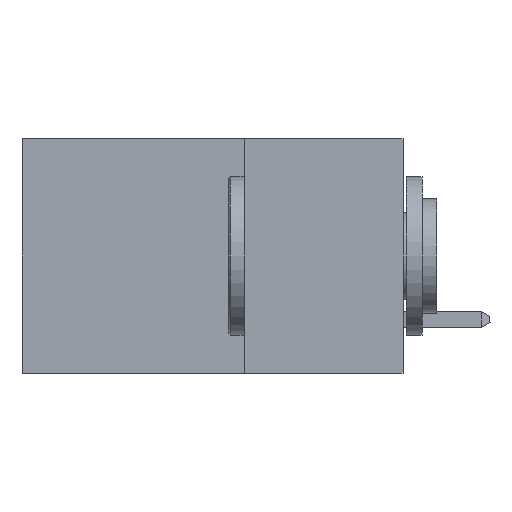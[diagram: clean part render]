
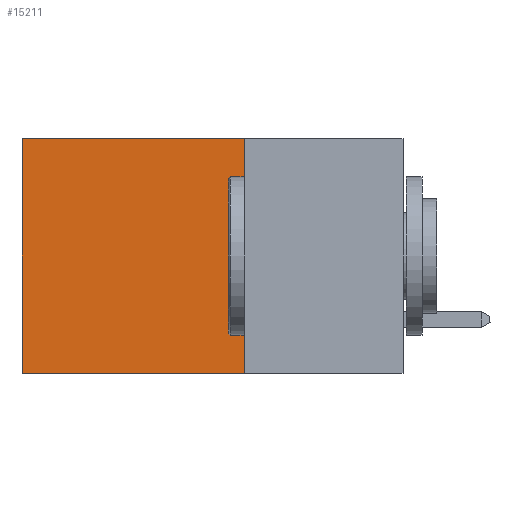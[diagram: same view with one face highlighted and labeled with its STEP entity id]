
A CAD part, left-side view. The second image highlights one B-rep face of the part: STEP entity #15211.
In plain terms, the highlighted planar face has unit normal (-1, 0, 0).
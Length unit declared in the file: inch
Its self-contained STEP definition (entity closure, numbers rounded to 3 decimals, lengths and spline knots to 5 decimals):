
#171 = DIRECTION ( 'NONE',  ( 0., 0., -1. ) ) ;
#183 = EDGE_CURVE ( 'NONE', #4106, #16010, #10319, .T. ) ;
#591 = VECTOR ( 'NONE', #171, 39.37008 ) ;
#595 = AXIS2_PLACEMENT_3D ( 'NONE', #5130, #1257, #14374 ) ;
#1201 = DIRECTION ( 'NONE',  ( 0., 1., 0. ) ) ;
#1257 = DIRECTION ( 'NONE',  ( 1., 0., 0. ) ) ;
#1373 = CARTESIAN_POINT ( 'NONE',  ( 0.2875, 0.25, 0. ) ) ;
#1430 = CARTESIAN_POINT ( 'NONE',  ( 0.2875, 0.6, 0. ) ) ;
#1476 = EDGE_CURVE ( 'NONE', #10453, #16291, #2980, .T. ) ;
#1495 = CARTESIAN_POINT ( 'NONE',  ( 0.2875, 0.25, 0. ) ) ;
#1568 = VECTOR ( 'NONE', #1201, 39.37008 ) ;
#2320 = FACE_OUTER_BOUND ( 'NONE', #6277, .T. ) ;
#2616 = DIRECTION ( 'NONE',  ( 0., 1., 0. ) ) ;
#2980 = LINE ( 'NONE', #1373, #1568 ) ;
#3020 = VECTOR ( 'NONE', #2616, 39.37008 ) ;
#3261 = EDGE_CURVE ( 'NONE', #10453, #4106, #5799, .T. ) ;
#3332 = ORIENTED_EDGE ( 'NONE', *, *, #183, .F. ) ;
#4106 = VERTEX_POINT ( 'NONE', #14413 ) ;
#5130 = CARTESIAN_POINT ( 'NONE',  ( 0.2875, 0.25, 0. ) ) ;
#5291 = PLANE ( 'NONE',  #595 ) ;
#5461 = LINE ( 'NONE', #1430, #591 ) ;
#5542 = DIRECTION ( 'NONE',  ( 0., 0., -1. ) ) ;
#5799 = LINE ( 'NONE', #1495, #11045 ) ;
#6027 = ORIENTED_EDGE ( 'NONE', *, *, #3261, .F. ) ;
#6277 = EDGE_LOOP ( 'NONE', ( #10158, #3332, #6027, #6464 ) ) ;
#6464 = ORIENTED_EDGE ( 'NONE', *, *, #1476, .T. ) ;
#10158 = ORIENTED_EDGE ( 'NONE', *, *, #12407, .T. ) ;
#10319 = LINE ( 'NONE', #15767, #3020 ) ;
#10453 = VERTEX_POINT ( 'NONE', #11678 ) ;
#11045 = VECTOR ( 'NONE', #5542, 39.37008 ) ;
#11678 = CARTESIAN_POINT ( 'NONE',  ( 0.2875, 0.25, 0. ) ) ;
#11962 = CARTESIAN_POINT ( 'NONE',  ( 0.2875, 0.6, 0. ) ) ;
#12407 = EDGE_CURVE ( 'NONE', #16291, #16010, #5461, .T. ) ;
#12640 = CARTESIAN_POINT ( 'NONE',  ( 0.2875, 0.6, -0.37 ) ) ;
#14374 = DIRECTION ( 'NONE',  ( 0., 0., -1. ) ) ;
#14413 = CARTESIAN_POINT ( 'NONE',  ( 0.2875, 0.25, -0.37 ) ) ;
#15211 = ADVANCED_FACE ( 'NONE', ( #2320 ), #5291, .F. ) ;
#15767 = CARTESIAN_POINT ( 'NONE',  ( 0.2875, 0.25, -0.37 ) ) ;
#16010 = VERTEX_POINT ( 'NONE', #12640 ) ;
#16291 = VERTEX_POINT ( 'NONE', #11962 ) ;
